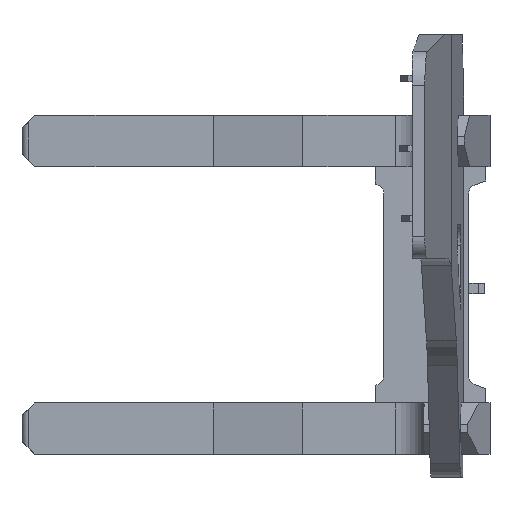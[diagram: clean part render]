
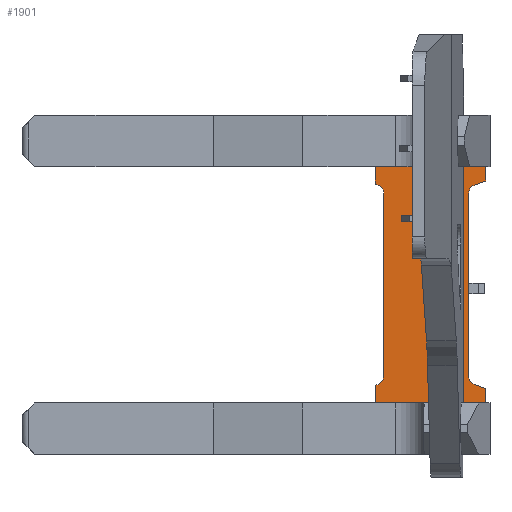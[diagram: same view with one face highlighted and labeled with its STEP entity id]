
A CAD part, front view. The second image highlights one B-rep face of the part: STEP entity #1901.
In plain terms, the highlighted face is planar.
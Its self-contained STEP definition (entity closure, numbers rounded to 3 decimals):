
#13 = CARTESIAN_POINT ( 'NONE',  ( -260., 41.279, 25. ) ) ;
#86 = CARTESIAN_POINT ( 'NONE',  ( -240., 493.187, 25. ) ) ;
#109 = VERTEX_POINT ( 'NONE', #3853 ) ;
#123 = AXIS2_PLACEMENT_3D ( 'NONE', #5837, #6563, #2476 ) ;
#173 = DIRECTION ( 'NONE',  ( 0., 1., 0. ) ) ;
#181 = CARTESIAN_POINT ( 'NONE',  ( -40., 493.187, 25. ) ) ;
#265 = EDGE_CURVE ( 'NONE', #5490, #346, #5398, .T. ) ;
#285 = VECTOR ( 'NONE', #5374, 1000. ) ;
#306 = CARTESIAN_POINT ( 'NONE',  ( -26.84, 43.769, 25. ) ) ;
#346 = VERTEX_POINT ( 'NONE', #181 ) ;
#347 = CARTESIAN_POINT ( 'NONE',  ( -253.16, 43.769, 25. ) ) ;
#386 = ORIENTED_EDGE ( 'NONE', *, *, #265, .T. ) ;
#409 = ORIENTED_EDGE ( 'NONE', *, *, #6312, .T. ) ;
#490 = LINE ( 'NONE', #1098, #5841 ) ;
#547 = VECTOR ( 'NONE', #2553, 1000. ) ;
#550 = ORIENTED_EDGE ( 'NONE', *, *, #4859, .T. ) ;
#738 = LINE ( 'NONE', #5315, #6952 ) ;
#757 = LINE ( 'NONE', #3066, #285 ) ;
#807 = DIRECTION ( 'NONE',  ( 1., 0., 0. ) ) ;
#872 = VECTOR ( 'NONE', #2326, 1000. ) ;
#926 = LINE ( 'NONE', #5610, #5248 ) ;
#1006 = VECTOR ( 'NONE', #2559, 1000. ) ;
#1098 = CARTESIAN_POINT ( 'NONE',  ( 0., 521.75, 25. ) ) ;
#1212 = EDGE_CURVE ( 'NONE', #346, #4339, #4824, .T. ) ;
#1315 = DIRECTION ( 'NONE',  ( 1., 0., 0. ) ) ;
#1354 = CARTESIAN_POINT ( 'NONE',  ( -260., 514.471, 25. ) ) ;
#1383 = CARTESIAN_POINT ( 'NONE',  ( -260., 493.187, 25. ) ) ;
#1434 = PLANE ( 'NONE',  #7269 ) ;
#1492 = ORIENTED_EDGE ( 'NONE', *, *, #3090, .T. ) ;
#1502 = ORIENTED_EDGE ( 'NONE', *, *, #4120, .T. ) ;
#1552 = ORIENTED_EDGE ( 'NONE', *, *, #7254, .T. ) ;
#1630 = VECTOR ( 'NONE', #3684, 1000. ) ;
#1661 = ORIENTED_EDGE ( 'NONE', *, *, #2493, .T. ) ;
#1680 = CARTESIAN_POINT ( 'NONE',  ( 0., 0., 25. ) ) ;
#1852 = ORIENTED_EDGE ( 'NONE', *, *, #4629, .T. ) ;
#1901 = ADVANCED_FACE ( 'NONE', ( #2558 ), #1434, .T. ) ;
#1905 = LINE ( 'NONE', #4203, #6829 ) ;
#1934 = CARTESIAN_POINT ( 'NONE',  ( -40., 507.191, 25. ) ) ;
#1959 = DIRECTION ( 'NONE',  ( 0., 0., -1. ) ) ;
#2004 = LINE ( 'NONE', #2449, #1630 ) ;
#2042 = CARTESIAN_POINT ( 'NONE',  ( 0., 555.75, 25. ) ) ;
#2105 = VECTOR ( 'NONE', #5053, 1000. ) ;
#2167 = VECTOR ( 'NONE', #5930, 1000. ) ;
#2188 = EDGE_CURVE ( 'NONE', #2721, #5490, #2333, .T. ) ;
#2234 = VERTEX_POINT ( 'NONE', #3596 ) ;
#2238 = CARTESIAN_POINT ( 'NONE',  ( -260., 0., 25. ) ) ;
#2255 = CARTESIAN_POINT ( 'NONE',  ( -40., 62.563, 25. ) ) ;
#2326 = DIRECTION ( 'NONE',  ( 0., -1., 0. ) ) ;
#2333 = CIRCLE ( 'NONE', #4975, 20. ) ;
#2356 = VERTEX_POINT ( 'NONE', #7210 ) ;
#2449 = CARTESIAN_POINT ( 'NONE',  ( -240., 507.191, 25. ) ) ;
#2476 = DIRECTION ( 'NONE',  ( 1., 0., 0. ) ) ;
#2493 = EDGE_CURVE ( 'NONE', #7286, #7382, #5194, .T. ) ;
#2553 = DIRECTION ( 'NONE',  ( 0.94, -0.342, 0. ) ) ;
#2558 = FACE_OUTER_BOUND ( 'NONE', #5257, .T. ) ;
#2559 = DIRECTION ( 'NONE',  ( -1., 0., 0. ) ) ;
#2603 = CIRCLE ( 'NONE', #3798, 20. ) ;
#2606 = CARTESIAN_POINT ( 'NONE',  ( -26.84, 511.981, 25. ) ) ;
#2628 = CARTESIAN_POINT ( 'NONE',  ( -260., 62.563, 25. ) ) ;
#2700 = ORIENTED_EDGE ( 'NONE', *, *, #3041, .T. ) ;
#2721 = VERTEX_POINT ( 'NONE', #306 ) ;
#3041 = EDGE_CURVE ( 'NONE', #6623, #109, #2004, .T. ) ;
#3066 = CARTESIAN_POINT ( 'NONE',  ( 0., 521.75, 25. ) ) ;
#3090 = EDGE_CURVE ( 'NONE', #4873, #2356, #7219, .T. ) ;
#3122 = LINE ( 'NONE', #1354, #547 ) ;
#3201 = EDGE_CURVE ( 'NONE', #2356, #7277, #6123, .T. ) ;
#3228 = DIRECTION ( 'NONE',  ( 1., 0., 0. ) ) ;
#3319 = CARTESIAN_POINT ( 'NONE',  ( -260., 514.471, 25. ) ) ;
#3401 = ORIENTED_EDGE ( 'NONE', *, *, #1212, .T. ) ;
#3434 = CIRCLE ( 'NONE', #5012, 20. ) ;
#3596 = CARTESIAN_POINT ( 'NONE',  ( -253.16, 511.981, 25. ) ) ;
#3605 = CARTESIAN_POINT ( 'NONE',  ( 0., 0., 25. ) ) ;
#3684 = DIRECTION ( 'NONE',  ( 0., -1., 0. ) ) ;
#3768 = CARTESIAN_POINT ( 'NONE',  ( -260., 41.279, 25. ) ) ;
#3798 = AXIS2_PLACEMENT_3D ( 'NONE', #2628, #7243, #3228 ) ;
#3801 = CARTESIAN_POINT ( 'NONE',  ( -260., 555.75, 25. ) ) ;
#3853 = CARTESIAN_POINT ( 'NONE',  ( -240., 62.563, 25. ) ) ;
#3901 = VERTEX_POINT ( 'NONE', #1680 ) ;
#4120 = EDGE_CURVE ( 'NONE', #5221, #7286, #1905, .T. ) ;
#4203 = CARTESIAN_POINT ( 'NONE',  ( -240., 48.559, 25. ) ) ;
#4230 = DIRECTION ( 'NONE',  ( 0., 0., 1. ) ) ;
#4339 = VERTEX_POINT ( 'NONE', #2606 ) ;
#4345 = LINE ( 'NONE', #5516, #6963 ) ;
#4629 = EDGE_CURVE ( 'NONE', #3901, #4920, #738, .T. ) ;
#4670 = EDGE_CURVE ( 'NONE', #7277, #2234, #3122, .T. ) ;
#4776 = ORIENTED_EDGE ( 'NONE', *, *, #4670, .T. ) ;
#4824 = CIRCLE ( 'NONE', #123, 20. ) ;
#4852 = CARTESIAN_POINT ( 'NONE',  ( -20., 62.563, 25. ) ) ;
#4859 = EDGE_CURVE ( 'NONE', #7382, #3901, #926, .T. ) ;
#4860 = DIRECTION ( 'NONE',  ( 1., 0., 0. ) ) ;
#4873 = VERTEX_POINT ( 'NONE', #6763 ) ;
#4920 = VERTEX_POINT ( 'NONE', #6381 ) ;
#4975 = AXIS2_PLACEMENT_3D ( 'NONE', #4852, #1959, #1315 ) ;
#5012 = AXIS2_PLACEMENT_3D ( 'NONE', #1383, #7169, #807 ) ;
#5053 = DIRECTION ( 'NONE',  ( 0., -1., 0. ) ) ;
#5194 = LINE ( 'NONE', #13, #872 ) ;
#5221 = VERTEX_POINT ( 'NONE', #347 ) ;
#5248 = VECTOR ( 'NONE', #6265, 1000. ) ;
#5257 = EDGE_LOOP ( 'NONE', ( #550, #1852, #1552, #6357, #386, #3401, #5324, #6675, #1492, #6315, #4776, #6739, #2700, #409, #1502, #1661 ) ) ;
#5315 = CARTESIAN_POINT ( 'NONE',  ( 0., 0., 25. ) ) ;
#5324 = ORIENTED_EDGE ( 'NONE', *, *, #5640, .T. ) ;
#5374 = DIRECTION ( 'NONE',  ( 0.94, 0.342, 0. ) ) ;
#5398 = LINE ( 'NONE', #1934, #2167 ) ;
#5490 = VERTEX_POINT ( 'NONE', #2255 ) ;
#5516 = CARTESIAN_POINT ( 'NONE',  ( -40., 48.559, 25. ) ) ;
#5610 = CARTESIAN_POINT ( 'NONE',  ( -260., 0., 25. ) ) ;
#5640 = EDGE_CURVE ( 'NONE', #4339, #7005, #757, .T. ) ;
#5808 = DIRECTION ( 'NONE',  ( 0., 1., 0. ) ) ;
#5837 = CARTESIAN_POINT ( 'NONE',  ( -20., 493.187, 25. ) ) ;
#5841 = VECTOR ( 'NONE', #173, 1000. ) ;
#5905 = EDGE_CURVE ( 'NONE', #7005, #4873, #490, .T. ) ;
#5930 = DIRECTION ( 'NONE',  ( 0., 1., 0. ) ) ;
#5935 = DIRECTION ( 'NONE',  ( -0.94, -0.342, 0. ) ) ;
#6123 = LINE ( 'NONE', #3801, #2105 ) ;
#6202 = DIRECTION ( 'NONE',  ( -0.94, 0.342, 0. ) ) ;
#6265 = DIRECTION ( 'NONE',  ( 1., 0., 0. ) ) ;
#6290 = CARTESIAN_POINT ( 'NONE',  ( 0., 521.75, 25. ) ) ;
#6301 = EDGE_CURVE ( 'NONE', #2234, #6623, #3434, .T. ) ;
#6312 = EDGE_CURVE ( 'NONE', #109, #5221, #2603, .T. ) ;
#6315 = ORIENTED_EDGE ( 'NONE', *, *, #3201, .T. ) ;
#6357 = ORIENTED_EDGE ( 'NONE', *, *, #2188, .T. ) ;
#6381 = CARTESIAN_POINT ( 'NONE',  ( 0., 34., 25. ) ) ;
#6563 = DIRECTION ( 'NONE',  ( 0., 0., -1. ) ) ;
#6623 = VERTEX_POINT ( 'NONE', #86 ) ;
#6675 = ORIENTED_EDGE ( 'NONE', *, *, #5905, .T. ) ;
#6739 = ORIENTED_EDGE ( 'NONE', *, *, #6301, .T. ) ;
#6763 = CARTESIAN_POINT ( 'NONE',  ( 0., 555.75, 25. ) ) ;
#6829 = VECTOR ( 'NONE', #5935, 1000. ) ;
#6952 = VECTOR ( 'NONE', #5808, 1000. ) ;
#6963 = VECTOR ( 'NONE', #6202, 1000. ) ;
#7005 = VERTEX_POINT ( 'NONE', #6290 ) ;
#7169 = DIRECTION ( 'NONE',  ( 0., 0., -1. ) ) ;
#7210 = CARTESIAN_POINT ( 'NONE',  ( -260., 555.75, 25. ) ) ;
#7219 = LINE ( 'NONE', #2042, #1006 ) ;
#7243 = DIRECTION ( 'NONE',  ( 0., 0., -1. ) ) ;
#7254 = EDGE_CURVE ( 'NONE', #4920, #2721, #4345, .T. ) ;
#7269 = AXIS2_PLACEMENT_3D ( 'NONE', #3605, #4230, #4860 ) ;
#7277 = VERTEX_POINT ( 'NONE', #3319 ) ;
#7286 = VERTEX_POINT ( 'NONE', #3768 ) ;
#7382 = VERTEX_POINT ( 'NONE', #2238 ) ;
